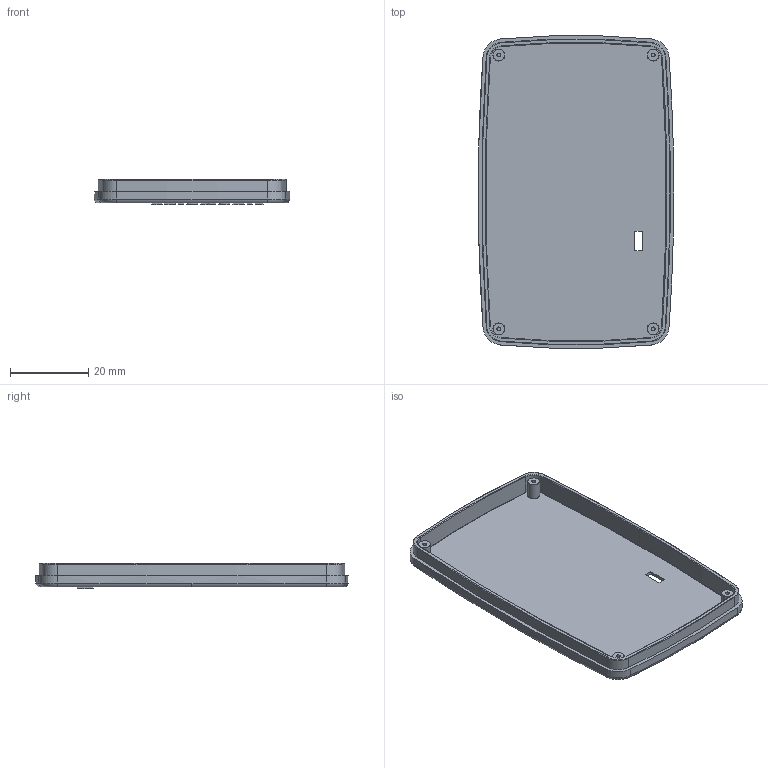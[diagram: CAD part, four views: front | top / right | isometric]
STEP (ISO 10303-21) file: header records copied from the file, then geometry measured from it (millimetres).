
FILE_DESCRIPTION (( 'STEP AP214' ), '1' );
FILE_NAME ('UST.STEP', '2018-04-16T06:59:37', ( '' ), ( '' ), 'SwSTEP 2.0', 'SolidWorks 2016', '' );
FILE_SCHEMA (( 'AUTOMOTIVE_DESIGN' ));
Length unit declared in the file: millimetre
Products named in the file (1): UST
Bounding box: 50 x 79.8 x 6.4 mm (x, y, z)
Volume: 4899.2 mm3; surface area: 10651.6 mm2
Topology: 10 solids, 10 shells, 212 faces, 504 edges, 322 vertices
Faces by surface type: plane 93, torus 44, cylinder 43, bspline 32
Entity records: 8234 total; most frequent: CARTESIAN_POINT 3239, ORIENTED_EDGE 1008, DIRECTION 978, EDGE_CURVE 504, AXIS2_PLACEMENT_3D 357, VERTEX_POINT 322, LINE 264, VECTOR 264
